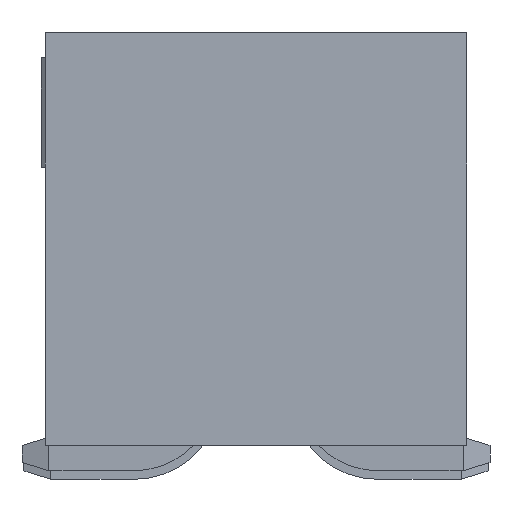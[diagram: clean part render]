
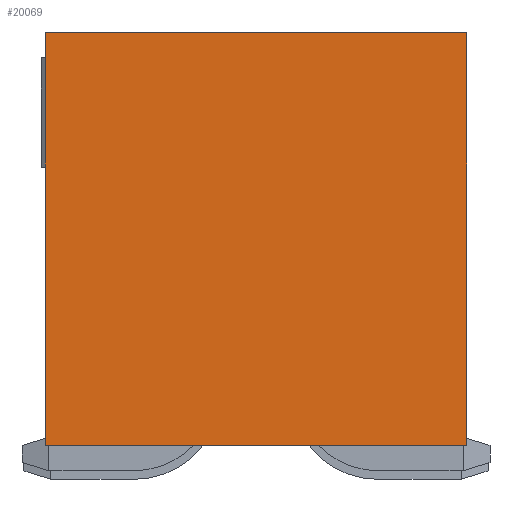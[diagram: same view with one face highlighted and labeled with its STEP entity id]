
A CAD part, front view. The second image highlights one B-rep face of the part: STEP entity #20069.
In plain terms, the highlighted face is planar.
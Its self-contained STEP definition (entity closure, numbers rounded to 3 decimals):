
#1209=ORIENTED_EDGE('',*,*,#5219,.F.);
#1210=ORIENTED_EDGE('',*,*,#5220,.F.);
#1211=ORIENTED_EDGE('',*,*,#5221,.T.);
#1212=ORIENTED_EDGE('',*,*,#5222,.T.);
#5219=EDGE_CURVE('',#7218,#7219,#8677,.T.);
#5220=EDGE_CURVE('',#7220,#7218,#8678,.T.);
#5221=EDGE_CURVE('',#7220,#7221,#8679,.T.);
#5222=EDGE_CURVE('',#7221,#7219,#8680,.T.);
#7218=VERTEX_POINT('',#27013);
#7219=VERTEX_POINT('',#27014);
#7220=VERTEX_POINT('',#27016);
#7221=VERTEX_POINT('',#27018);
#8677=LINE('',#27012,#10663);
#8678=LINE('',#27015,#10664);
#8679=LINE('',#27017,#10665);
#8680=LINE('',#27019,#10666);
#10663=VECTOR('',#22687,1000.);
#10664=VECTOR('',#22688,1000.);
#10665=VECTOR('',#22689,1000.);
#10666=VECTOR('',#22690,1000.);
#12101=EDGE_LOOP('',(#1209,#1210,#1211,#1212));
#12927=FACE_BOUND('',#12101,.T.);
#13727=PLANE('',#20875);
#20069=ADVANCED_FACE('',(#12927),#13727,.T.);
#20875=AXIS2_PLACEMENT_3D('',#27011,#22685,#22686);
#22685=DIRECTION('',(1.,0.,0.));
#22686=DIRECTION('',(0.,0.,-1.));
#22687=DIRECTION('',(0.,0.,-1.));
#22688=DIRECTION('',(0.,1.,0.));
#22689=DIRECTION('',(0.,0.,-1.));
#22690=DIRECTION('',(0.,1.,0.));
#27011=CARTESIAN_POINT('',(11.43,-2.5,2.45));
#27012=CARTESIAN_POINT('',(11.43,2.5,2.45));
#27013=CARTESIAN_POINT('',(11.43,2.5,2.45));
#27014=CARTESIAN_POINT('',(11.43,2.5,-2.45));
#27015=CARTESIAN_POINT('',(11.43,-2.5,2.45));
#27016=CARTESIAN_POINT('',(11.43,-2.5,2.45));
#27017=CARTESIAN_POINT('',(11.43,-2.5,2.45));
#27018=CARTESIAN_POINT('',(11.43,-2.5,-2.45));
#27019=CARTESIAN_POINT('',(11.43,-2.5,-2.45));
